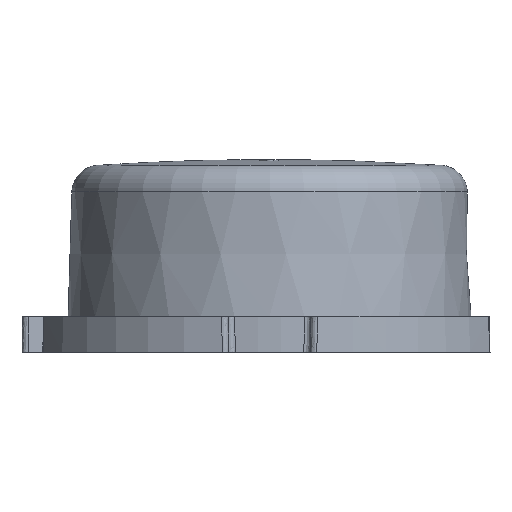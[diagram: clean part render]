
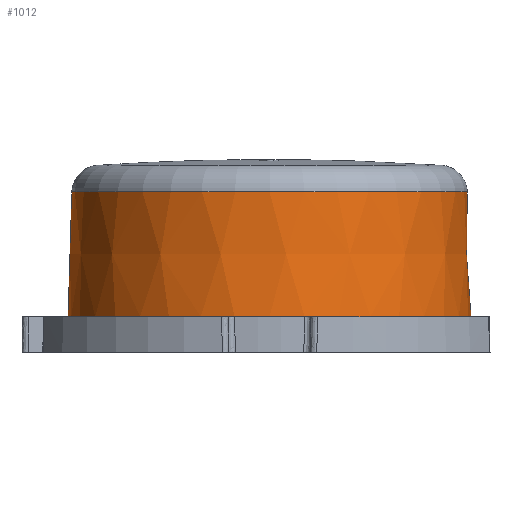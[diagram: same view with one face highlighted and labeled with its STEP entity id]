
A CAD part, front view. The second image highlights one B-rep face of the part: STEP entity #1012.
In plain terms, the highlighted conical face has half-angle 1.7 degrees and reference radius 3.675 mm.
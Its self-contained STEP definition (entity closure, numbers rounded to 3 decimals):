
#34=CONICAL_SURFACE('',#1117,3.675,0.03);
#73=LINE('',#2947,#107);
#107=VECTOR('',#1332,3.675);
#150=CIRCLE('',#1095,3.656);
#155=CIRCLE('',#1114,3.589);
#157=CIRCLE('',#1116,3.589);
#224=FACE_OUTER_BOUND('',#278,.T.);
#278=EDGE_LOOP('',(#933,#934,#935,#936,#937));
#461=VERTEX_POINT('',#2641);
#465=VERTEX_POINT('',#2941);
#466=VERTEX_POINT('',#2942);
#599=EDGE_CURVE('',#461,#461,#150,.T.);
#624=EDGE_CURVE('',#465,#466,#155,.T.);
#626=EDGE_CURVE('',#466,#465,#157,.T.);
#627=EDGE_CURVE('',#465,#461,#73,.T.);
#933=ORIENTED_EDGE('',*,*,#624,.F.);
#934=ORIENTED_EDGE('',*,*,#627,.T.);
#935=ORIENTED_EDGE('',*,*,#599,.F.);
#936=ORIENTED_EDGE('',*,*,#627,.F.);
#937=ORIENTED_EDGE('',*,*,#626,.F.);
#1012=ADVANCED_FACE('',(#224),#34,.T.);
#1095=AXIS2_PLACEMENT_3D('',#2642,#1285,#1286);
#1114=AXIS2_PLACEMENT_3D('',#2943,#1324,#1325);
#1116=AXIS2_PLACEMENT_3D('',#2945,#1328,#1329);
#1117=AXIS2_PLACEMENT_3D('',#2946,#1330,#1331);
#1285=DIRECTION('center_axis',(0.,0.,-1.));
#1286=DIRECTION('ref_axis',(1.,0.,0.));
#1324=DIRECTION('center_axis',(0.,0.,1.));
#1325=DIRECTION('ref_axis',(1.,0.,0.));
#1328=DIRECTION('center_axis',(0.,0.,1.));
#1329=DIRECTION('ref_axis',(1.,0.,0.));
#1330=DIRECTION('center_axis',(0.,0.,-1.));
#1331=DIRECTION('ref_axis',(1.,0.,0.));
#1332=DIRECTION('',(-0.03,0.,-1.));
#2641=CARTESIAN_POINT('',(-3.656,0.,0.65));
#2642=CARTESIAN_POINT('Origin',(0.,0.,0.65));
#2941=CARTESIAN_POINT('',(-3.589,0.,2.912));
#2942=CARTESIAN_POINT('',(3.589,0.,2.912));
#2943=CARTESIAN_POINT('Origin',(0.,0.,2.912));
#2945=CARTESIAN_POINT('Origin',(0.,0.,2.912));
#2946=CARTESIAN_POINT('Origin',(0.,0.,0.));
#2947=CARTESIAN_POINT('',(-3.675,0.,0.));
